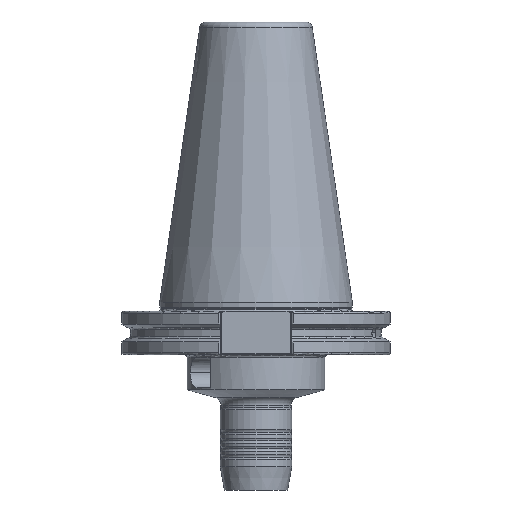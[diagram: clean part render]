
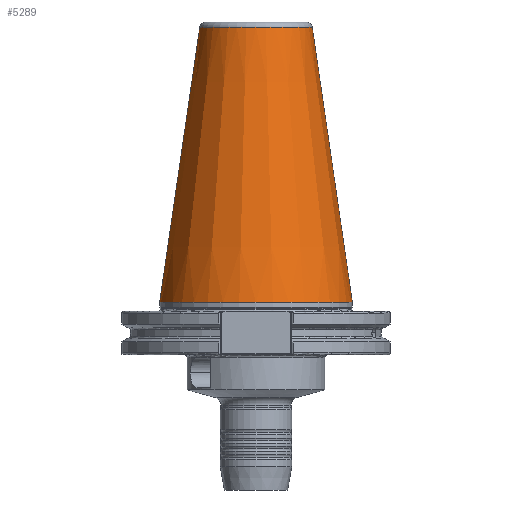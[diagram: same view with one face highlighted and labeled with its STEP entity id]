
A CAD part, front view. The second image highlights one B-rep face of the part: STEP entity #5289.
In plain terms, the highlighted conical face has half-angle 8.297 degrees and reference radius 20.108 mm.
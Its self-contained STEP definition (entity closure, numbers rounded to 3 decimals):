
#512 = DIRECTION ( 'NONE',  ( 1., 0., 0. ) ) ;
#545 = AXIS2_PLACEMENT_3D ( 'NONE', #6796, #7832, #3554 ) ;
#1150 = ORIENTED_EDGE ( 'NONE', *, *, #5167, .F. ) ;
#1165 = CONICAL_SURFACE ( 'NONE', #545, 20.108, 0.145 ) ;
#1496 = VERTEX_POINT ( 'NONE', #6964 ) ;
#2281 = VECTOR ( 'NONE', #5954, 1000. ) ;
#2939 = EDGE_CURVE ( 'NONE', #1496, #3116, #4098, .T. ) ;
#3116 = VERTEX_POINT ( 'NONE', #5438 ) ;
#3554 = DIRECTION ( 'NONE',  ( -1., 0., 0. ) ) ;
#3838 = VECTOR ( 'NONE', #8825, 1000. ) ;
#3996 = CARTESIAN_POINT ( 'NONE',  ( 34.925, 0., 0. ) ) ;
#4098 = LINE ( 'NONE', #5920, #2281 ) ;
#4163 = ORIENTED_EDGE ( 'NONE', *, *, #2939, .T. ) ;
#4237 = CARTESIAN_POINT ( 'NONE',  ( 20.389, 0., 99.675 ) ) ;
#4469 = AXIS2_PLACEMENT_3D ( 'NONE', #6838, #6923, #7098 ) ;
#4711 = DIRECTION ( 'NONE',  ( 0., 0., -1. ) ) ;
#4790 = AXIS2_PLACEMENT_3D ( 'NONE', #8699, #4711, #512 ) ;
#5167 = EDGE_CURVE ( 'NONE', #7006, #3116, #7508, .T. ) ;
#5278 = EDGE_CURVE ( 'NONE', #6941, #7006, #5740, .T. ) ;
#5289 = ADVANCED_FACE ( 'NONE', ( #7518 ), #1165, .T. ) ;
#5438 = CARTESIAN_POINT ( 'NONE',  ( -34.925, 0., 0. ) ) ;
#5740 = LINE ( 'NONE', #8146, #3838 ) ;
#5920 = CARTESIAN_POINT ( 'NONE',  ( -20.108, 0., 101.6 ) ) ;
#5954 = DIRECTION ( 'NONE',  ( -0.144, 0., -0.99 ) ) ;
#6796 = CARTESIAN_POINT ( 'NONE',  ( 0., 0., 101.6 ) ) ;
#6838 = CARTESIAN_POINT ( 'NONE',  ( 0., 0., 0. ) ) ;
#6923 = DIRECTION ( 'NONE',  ( 0., 0., -1. ) ) ;
#6941 = VERTEX_POINT ( 'NONE', #4237 ) ;
#6964 = CARTESIAN_POINT ( 'NONE',  ( -20.389, 0., 99.675 ) ) ;
#7006 = VERTEX_POINT ( 'NONE', #3996 ) ;
#7098 = DIRECTION ( 'NONE',  ( -1., 0., 0. ) ) ;
#7508 = CIRCLE ( 'NONE', #4469, 34.925 ) ;
#7518 = FACE_OUTER_BOUND ( 'NONE', #7975, .T. ) ;
#7569 = CIRCLE ( 'NONE', #4790, 20.389 ) ;
#7832 = DIRECTION ( 'NONE',  ( 0., 0., -1. ) ) ;
#7975 = EDGE_LOOP ( 'NONE', ( #8616, #8667, #4163, #1150 ) ) ;
#8146 = CARTESIAN_POINT ( 'NONE',  ( 20.108, 0., 101.6 ) ) ;
#8521 = EDGE_CURVE ( 'NONE', #6941, #1496, #7569, .T. ) ;
#8616 = ORIENTED_EDGE ( 'NONE', *, *, #5278, .F. ) ;
#8667 = ORIENTED_EDGE ( 'NONE', *, *, #8521, .T. ) ;
#8699 = CARTESIAN_POINT ( 'NONE',  ( 0., 0., 99.675 ) ) ;
#8825 = DIRECTION ( 'NONE',  ( 0.144, 0., -0.99 ) ) ;
